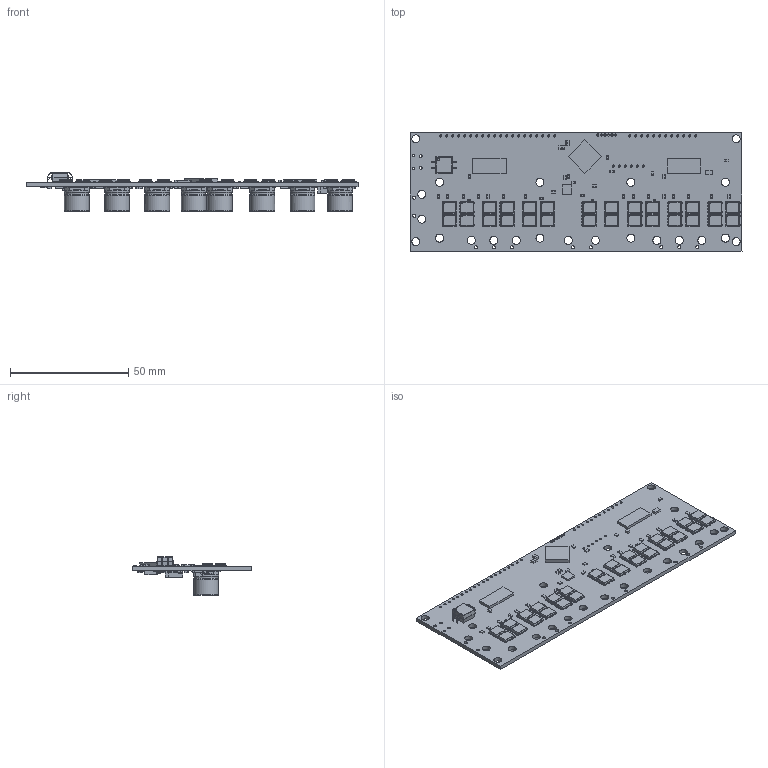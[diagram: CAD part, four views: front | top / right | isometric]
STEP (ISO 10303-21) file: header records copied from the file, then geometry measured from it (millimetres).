
FILE_DESCRIPTION(('Open CASCADE Model'),'2;1');
FILE_NAME('Open CASCADE Shape Model','2018-07-23T00:58:48',('Author'),( 'Open CASCADE'),'Open CASCADE STEP processor 6.8','Open CASCADE 6.8' ,'Unknown');
FILE_SCHEMA(('AUTOMOTIVE_DESIGN { 1 0 10303 214 1 1 1 1 }'));
Length unit declared in the file: millimetre
Products named in the file (254): PCB; Board; R57; RES_0603_(1608_metric); C69; 781543392; Extruded; 781543256; C68; 781542576; 724056776; R56; R55; R53; R52; C67; 781543120; 781542984; C66; C64; C63; SW1; 823287408; Open_CASCADE_STEP_translator_6.8_2.1; Body; Open_CASCADE_STEP_translator_6.8_2.2.1; Leader; C62; C60; 781545160; 781545296; C19; U8; SOT23-5; C65; TP4; 781638592; Cylinder; TP9; TP8 ...
Assembly tree (541 placements, depth 6):
  PCB
    Board
    R57
      RES_0603_(1608_metric)
    C69
      781543392
        Extruded
      781543256  x2
        Extruded
    C68
      781542576  x2
        Extruded
      724056776
        Extruded
    R56
      RES_0603_(1608_metric)
    R55
      RES_0603_(1608_metric)
    R53
      RES_0603_(1608_metric)
    R52
      RES_0603_(1608_metric)
    C67
      781543120
        Extruded
      781542984  x2
        Extruded
    C66
      781543120
        Extruded
      781542984  x2
        Extruded
    C64
      781543392
        Extruded
      781543256  x2
        Extruded
    C63
      781543392
        Extruded
      781543256  x2
        Extruded
    SW1
      823287408
        Open_CASCADE_STEP_translator_6.8_2.1
        Body
          Open_CASCADE_STEP_translator_6.8_2.2.1
        Leader  x4
    C62
      781543120
        Extruded
      781542984  x2
        Extruded
    C60
      781545160  x2
        Extruded
      781545296
        Extruded
    C19
      781542576  x2
Bounding box: 140.5 x 50 x 16.42 mm (x, y, z)
Volume: 20506.4 mm3; surface area: 28510.3 mm2
Topology: 624 solids, 625 shells, 7185 faces, 17057 edges, 11155 vertices
Faces by surface type: plane 6764, cylinder 353, torus 48, sphere 12, bspline 8
Full cylindrical faces by diameter (mm): 0.875 x1, 0.9 x38, 0.914 x6, 1.2 x4, 1.3 x10, 1.312 x32, 1.524 x3, 3.4 x22, 10.5 x16
Entity records: 56657 total; most frequent: CARTESIAN_POINT 14912, DIRECTION 7300, LINE 3986, VECTOR 3986, ORIENTED_EDGE 3341, PCURVE 3341, DEFINITIONAL_REPRESENTATION 3341, EDGE_CURVE 1671
